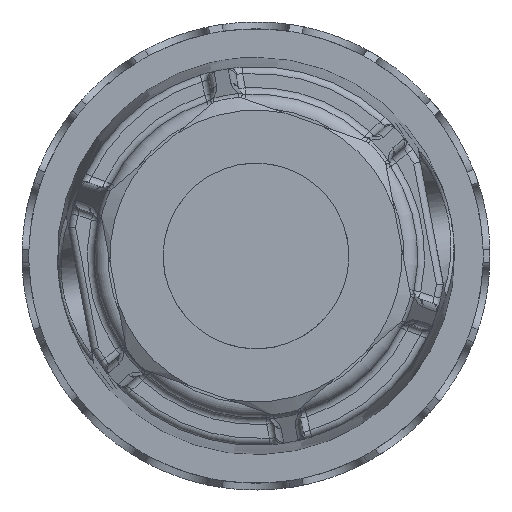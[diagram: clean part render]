
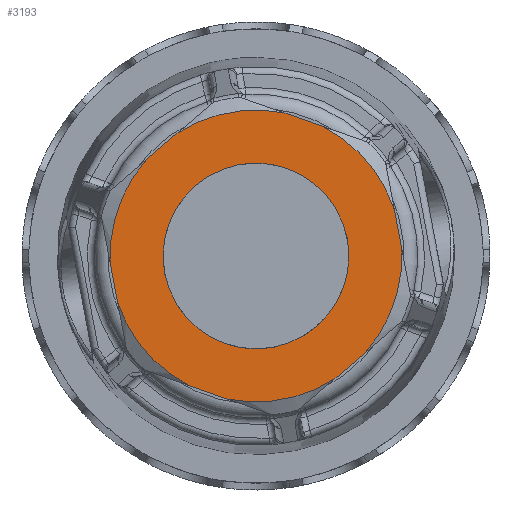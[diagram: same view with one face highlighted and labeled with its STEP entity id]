
A CAD part, front view. The second image highlights one B-rep face of the part: STEP entity #3193.
In plain terms, the highlighted planar face has unit normal (0, -1, 0).
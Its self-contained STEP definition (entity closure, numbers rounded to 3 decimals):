
#2174=PLANE('',#20418);
#3193=ADVANCED_FACE('',(#7234,#7235),#2174,.T.);
#5257=LINE('',#35236,#6833);
#5261=LINE('',#35265,#6837);
#5265=LINE('',#35294,#6841);
#5269=LINE('',#35323,#6845);
#5273=LINE('',#35352,#6849);
#5277=LINE('',#35381,#6853);
#6833=VECTOR('',#24235,1.);
#6837=VECTOR('',#24241,1.);
#6841=VECTOR('',#24247,1.);
#6845=VECTOR('',#24253,1.);
#6849=VECTOR('',#24259,1.);
#6853=VECTOR('',#24265,1.);
#7234=FACE_BOUND('',#8213,.T.);
#7235=FACE_BOUND('',#8214,.T.);
#8213=EDGE_LOOP('',(#13059));
#8214=EDGE_LOOP('',(#13060,#13061,#13062,#13063,#13064,#13065,#13066,#13067,
#13068,#13069,#13070,#13071));
#13059=ORIENTED_EDGE('',*,*,#18237,.F.);
#13060=ORIENTED_EDGE('',*,*,#18250,.T.);
#13061=ORIENTED_EDGE('',*,*,#18189,.T.);
#13062=ORIENTED_EDGE('',*,*,#18251,.T.);
#13063=ORIENTED_EDGE('',*,*,#18197,.T.);
#13064=ORIENTED_EDGE('',*,*,#18252,.T.);
#13065=ORIENTED_EDGE('',*,*,#18205,.T.);
#13066=ORIENTED_EDGE('',*,*,#18253,.T.);
#13067=ORIENTED_EDGE('',*,*,#18213,.T.);
#13068=ORIENTED_EDGE('',*,*,#18254,.T.);
#13069=ORIENTED_EDGE('',*,*,#18221,.T.);
#13070=ORIENTED_EDGE('',*,*,#18255,.T.);
#13071=ORIENTED_EDGE('',*,*,#18229,.T.);
#15557=VERTEX_POINT('',#35237);
#15558=VERTEX_POINT('',#35238);
#15565=VERTEX_POINT('',#35266);
#15566=VERTEX_POINT('',#35267);
#15573=VERTEX_POINT('',#35295);
#15574=VERTEX_POINT('',#35296);
#15581=VERTEX_POINT('',#35324);
#15582=VERTEX_POINT('',#35325);
#15589=VERTEX_POINT('',#35353);
#15590=VERTEX_POINT('',#35354);
#15597=VERTEX_POINT('',#35382);
#15598=VERTEX_POINT('',#35383);
#15605=VERTEX_POINT('',#35411);
#18189=EDGE_CURVE('',#15557,#15558,#5257,.T.);
#18197=EDGE_CURVE('',#15565,#15566,#5261,.T.);
#18205=EDGE_CURVE('',#15573,#15574,#5265,.T.);
#18213=EDGE_CURVE('',#15581,#15582,#5269,.T.);
#18221=EDGE_CURVE('',#15589,#15590,#5273,.T.);
#18229=EDGE_CURVE('',#15597,#15598,#5277,.T.);
#18237=EDGE_CURVE('',#15605,#15605,#19078,.T.);
#18250=EDGE_CURVE('',#15598,#15557,#19091,.T.);
#18251=EDGE_CURVE('',#15558,#15565,#19092,.T.);
#18252=EDGE_CURVE('',#15566,#15573,#19093,.T.);
#18253=EDGE_CURVE('',#15574,#15581,#19094,.T.);
#18254=EDGE_CURVE('',#15582,#15589,#19095,.T.);
#18255=EDGE_CURVE('',#15590,#15597,#19096,.T.);
#19078=CIRCLE('',#20391,6.75);
#19091=CIRCLE('',#20412,10.6);
#19092=CIRCLE('',#20413,10.6);
#19093=CIRCLE('',#20414,10.6);
#19094=CIRCLE('',#20415,10.6);
#19095=CIRCLE('',#20416,10.6);
#19096=CIRCLE('',#20417,10.6);
#20391=AXIS2_PLACEMENT_3D('',#35410,#24271,#24272);
#20412=AXIS2_PLACEMENT_3D('',#35432,#24313,#24314);
#20413=AXIS2_PLACEMENT_3D('',#35433,#24315,#24316);
#20414=AXIS2_PLACEMENT_3D('',#35434,#24317,#24318);
#20415=AXIS2_PLACEMENT_3D('',#35435,#24319,#24320);
#20416=AXIS2_PLACEMENT_3D('',#35436,#24321,#24322);
#20417=AXIS2_PLACEMENT_3D('',#35437,#24323,#24324);
#20418=AXIS2_PLACEMENT_3D('',#35438,#24325,#24326);
#24235=DIRECTION('',(0.944,0.,-0.331));
#24241=DIRECTION('',(0.759,0.,0.652));
#24247=DIRECTION('',(-0.185,0.,0.983));
#24253=DIRECTION('',(-0.944,0.,0.331));
#24259=DIRECTION('',(-0.759,0.,-0.652));
#24265=DIRECTION('',(0.185,0.,-0.983));
#24271=DIRECTION('',(0.,-1.,0.));
#24272=DIRECTION('',(-0.185,0.,0.983));
#24313=DIRECTION('',(0.,-1.,0.));
#24314=DIRECTION('',(-0.185,0.,0.983));
#24315=DIRECTION('',(0.,-1.,0.));
#24316=DIRECTION('',(-0.185,0.,0.983));
#24317=DIRECTION('',(0.,-1.,0.));
#24318=DIRECTION('',(-0.185,0.,0.983));
#24319=DIRECTION('',(0.,-1.,0.));
#24320=DIRECTION('',(-0.185,0.,0.983));
#24321=DIRECTION('',(0.,-1.,0.));
#24322=DIRECTION('',(-0.185,0.,0.983));
#24323=DIRECTION('',(0.,-1.,0.));
#24324=DIRECTION('',(-0.185,0.,0.983));
#24325=DIRECTION('',(0.,-1.,0.));
#24326=DIRECTION('',(0.185,0.,-0.983));
#35236=CARTESIAN_POINT('',(-13.926,-71.882,-7.667));
#35237=CARTESIAN_POINT('',(-9.577,-71.882,-9.194));
#35238=CARTESIAN_POINT('',(-6.836,-71.882,-10.156));
#35265=CARTESIAN_POINT('',(-2.486,-71.882,-11.683));
#35266=CARTESIAN_POINT('',(1.011,-71.882,-8.679));
#35267=CARTESIAN_POINT('',(3.214,-71.882,-6.787));
#35294=CARTESIAN_POINT('',(6.711,-71.882,-3.783));
#35295=CARTESIAN_POINT('',(5.859,-71.882,0.747));
#35296=CARTESIAN_POINT('',(5.322,-71.882,3.602));
#35323=CARTESIAN_POINT('',(4.469,-71.882,8.132));
#35324=CARTESIAN_POINT('',(0.12,-71.882,9.659));
#35325=CARTESIAN_POINT('',(-2.621,-71.882,10.621));
#35352=CARTESIAN_POINT('',(-6.971,-71.882,12.148));
#35353=CARTESIAN_POINT('',(-10.468,-71.882,9.144));
#35354=CARTESIAN_POINT('',(-12.672,-71.882,7.252));
#35381=CARTESIAN_POINT('',(-16.169,-71.882,4.248));
#35382=CARTESIAN_POINT('',(-15.316,-71.882,-0.282));
#35383=CARTESIAN_POINT('',(-14.779,-71.882,-3.137));
#35410=CARTESIAN_POINT('',(-4.729,-71.882,0.232));
#35411=CARTESIAN_POINT('',(-5.977,-71.882,6.866));
#35432=CARTESIAN_POINT('',(-4.729,-71.882,0.232));
#35433=CARTESIAN_POINT('',(-4.729,-71.882,0.232));
#35434=CARTESIAN_POINT('',(-4.729,-71.882,0.232));
#35435=CARTESIAN_POINT('',(-4.729,-71.882,0.232));
#35436=CARTESIAN_POINT('',(-4.729,-71.882,0.232));
#35437=CARTESIAN_POINT('',(-4.729,-71.882,0.232));
#35438=CARTESIAN_POINT('',(5.689,-71.882,2.193));
